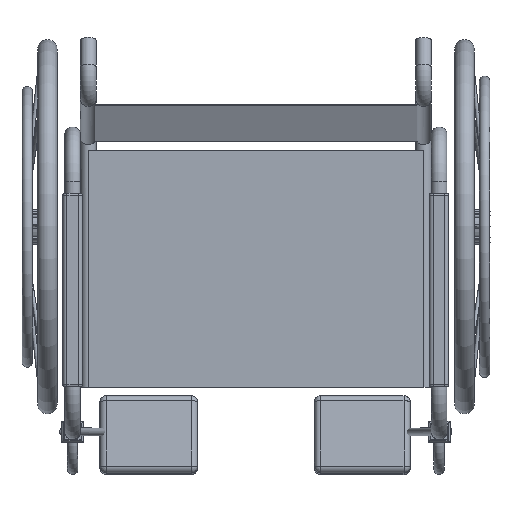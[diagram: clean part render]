
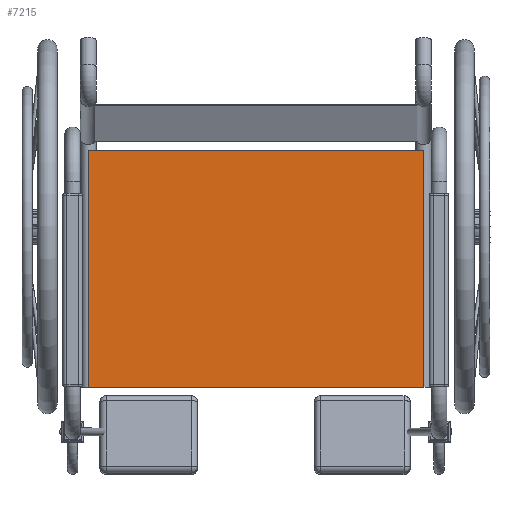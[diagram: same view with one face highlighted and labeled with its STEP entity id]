
A CAD part, top view. The second image highlights one B-rep face of the part: STEP entity #7215.
In plain terms, the highlighted planar face has unit normal (0, 0, 1).
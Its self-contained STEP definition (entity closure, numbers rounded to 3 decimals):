
#7215 = ADVANCED_FACE('',(#7216),#7250,.T.);
#7216 = FACE_BOUND('',#7217,.T.);
#7217 = EDGE_LOOP('',(#7218,#7228,#7236,#7244));
#7218 = ORIENTED_EDGE('',*,*,#7219,.T.);
#7219 = EDGE_CURVE('',#7220,#7222,#7224,.T.);
#7220 = VERTEX_POINT('',#7221);
#7221 = CARTESIAN_POINT('',(654.05,141.814,
    412.333));
#7222 = VERTEX_POINT('',#7223);
#7223 = CARTESIAN_POINT('',(654.05,527.05,
    412.333));
#7224 = LINE('',#7225,#7226);
#7225 = CARTESIAN_POINT('',(654.05,141.814,
    412.333));
#7226 = VECTOR('',#7227,1.);
#7227 = DIRECTION('',(0.,1.,0.));
#7228 = ORIENTED_EDGE('',*,*,#7229,.T.);
#7229 = EDGE_CURVE('',#7222,#7230,#7232,.T.);
#7230 = VERTEX_POINT('',#7231);
#7231 = CARTESIAN_POINT('',(107.95,527.05,
    412.333));
#7232 = LINE('',#7233,#7234);
#7233 = CARTESIAN_POINT('',(654.05,527.05,
    412.333));
#7234 = VECTOR('',#7235,1.);
#7235 = DIRECTION('',(-1.,0.,0.));
#7236 = ORIENTED_EDGE('',*,*,#7237,.T.);
#7237 = EDGE_CURVE('',#7230,#7238,#7240,.T.);
#7238 = VERTEX_POINT('',#7239);
#7239 = CARTESIAN_POINT('',(107.95,141.814,
    412.333));
#7240 = LINE('',#7241,#7242);
#7241 = CARTESIAN_POINT('',(107.95,527.05,
    412.333));
#7242 = VECTOR('',#7243,1.);
#7243 = DIRECTION('',(0.,-1.,0.));
#7244 = ORIENTED_EDGE('',*,*,#7245,.T.);
#7245 = EDGE_CURVE('',#7238,#7220,#7246,.T.);
#7246 = LINE('',#7247,#7248);
#7247 = CARTESIAN_POINT('',(107.95,141.814,
    412.333));
#7248 = VECTOR('',#7249,1.);
#7249 = DIRECTION('',(1.,0.,0.));
#7250 = PLANE('',#7251);
#7251 = AXIS2_PLACEMENT_3D('',#7252,#7253,#7254);
#7252 = CARTESIAN_POINT('',(654.05,381.,412.333));
#7253 = DIRECTION('',(0.,0.,1.));
#7254 = DIRECTION('',(1.,0.,0.));
